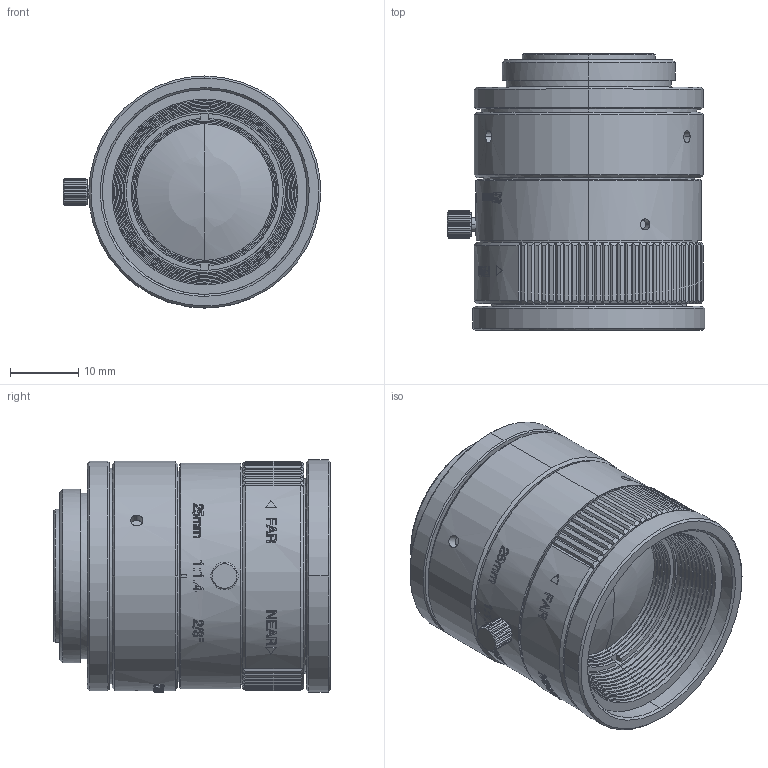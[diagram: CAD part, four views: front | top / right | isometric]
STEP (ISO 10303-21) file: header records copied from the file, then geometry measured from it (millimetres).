
FILE_DESCRIPTION (( 'STEP AP203' ), '1' );
FILE_NAME ('600002.STEP', '2021-08-06T02:31:42', ( '' ), ( '' ), 'SwSTEP 2.0', 'SolidWorks 2020', '' );
FILE_SCHEMA (( 'CONFIG_CONTROL_DESIGN' ));
Length unit declared in the file: millimetre
Products named in the file (1): 600002
Bounding box: 37.75 x 40.55 x 34 mm (x, y, z)
Surface area: 13712.9 mm2 (no closed solid volume)
Topology: 0 solids, 6 shells, 1306 faces, 3338 edges, 2126 vertices
Faces by surface type: plane 579, cylinder 299, bspline 223, cone 199, sphere 6
Entity records: 53844 total; most frequent: CARTESIAN_POINT 29620, ORIENTED_EDGE 6660, EDGE_CURVE 3332, B_SPLINE_CURVE_WITH_KNOTS 3332, DIRECTION 2168, VERTEX_POINT 2126, EDGE_LOOP 1412, ADVANCED_FACE 1306
